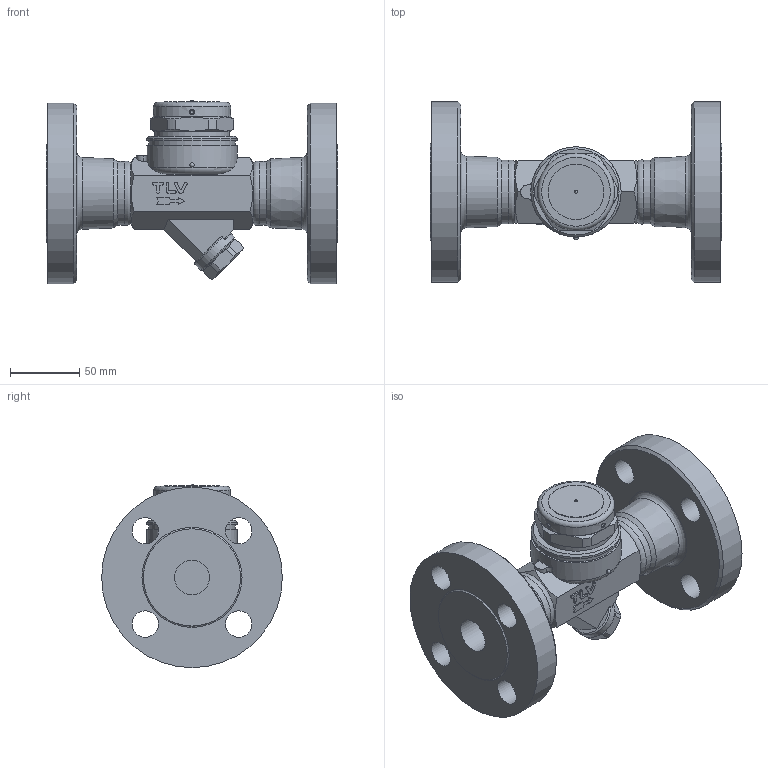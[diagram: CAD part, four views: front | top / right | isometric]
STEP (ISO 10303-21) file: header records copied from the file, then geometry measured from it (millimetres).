
FILE_DESCRIPTION((''),'2;1');
FILE_NAME('p46rw-025-jis40-00.stp','2011-03-04T16:48:36',('nakaot'),(''),'Autodesk Inventor 2008','Autodesk Inventor 2008','');
FILE_SCHEMA(('AUTOMOTIVE_DESIGN { 1 0 10303 214 1 1 1 1 }'));
Length unit declared in the file: millimetre
Products named in the file (1): p46rw-025-jis40-00
Bounding box: 210 x 130 x 132 mm (x, y, z)
Volume: 924432.5 mm3; surface area: 121397 mm2
Topology: 1 solids, 2 shells, 172 faces, 417 edges, 266 vertices
Faces by surface type: plane 74, cylinder 41, bspline 25, cone 21, sphere 6, torus 5
Full cylindrical faces by diameter (mm): 3 x1, 19 x4, 25 x1, 34 x1, 40 x1, 46 x1, 54 x1, 55.5 x1, 62 x1, 65 x2, 130 x1
Entity records: 7302 total; most frequent: CARTESIAN_POINT 3615, DIRECTION 735, ORIENTED_EDGE 722, EDGE_CURVE 361, AXIS2_PLACEMENT_3D 294, VERTEX_POINT 255, EDGE_LOOP 252, FACE_OUTER_BOUND 172
